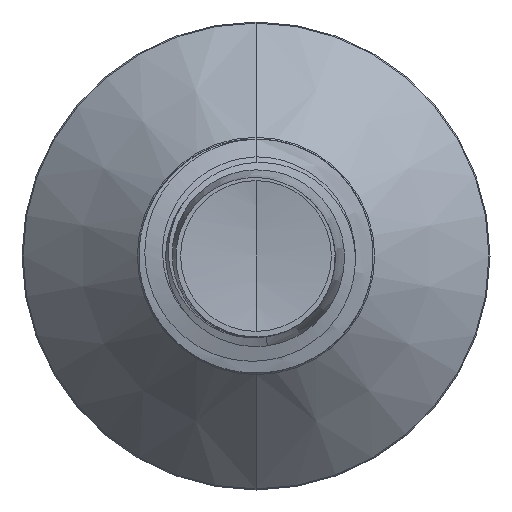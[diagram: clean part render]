
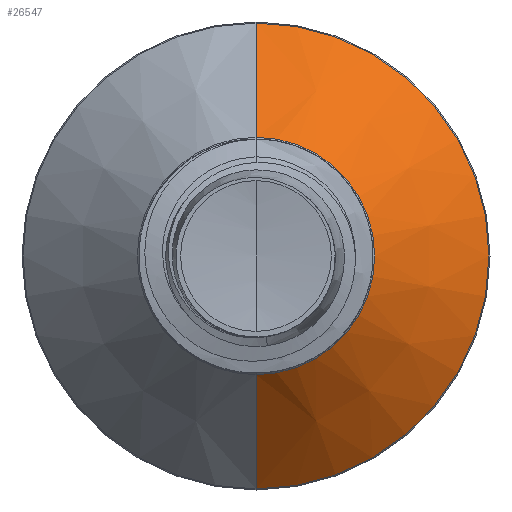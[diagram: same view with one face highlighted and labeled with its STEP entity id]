
A CAD part, front view. The second image highlights one B-rep face of the part: STEP entity #26547.
In plain terms, the highlighted conical face has half-angle 45 degrees and reference radius 1.522 mm.
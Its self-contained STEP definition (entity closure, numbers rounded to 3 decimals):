
#462 = ORIENTED_EDGE ( 'NONE', *, *, #29889, .T. ) ;
#1769 = CARTESIAN_POINT ( 'NONE',  ( 0., 15.472, 0. ) ) ;
#2507 = VERTEX_POINT ( 'NONE', #22486 ) ;
#2601 = FACE_OUTER_BOUND ( 'NONE', #12460, .T. ) ;
#4107 = VECTOR ( 'NONE', #5038, 1000. ) ;
#4786 = EDGE_CURVE ( 'NONE', #10649, #25831, #18463, .T. ) ;
#4997 = DIRECTION ( 'NONE',  ( 0., 0., 1. ) ) ;
#5038 = DIRECTION ( 'NONE',  ( 0., 0.707, 0.707 ) ) ;
#6409 = CARTESIAN_POINT ( 'NONE',  ( 0., 16.937, -2.987 ) ) ;
#6585 = DIRECTION ( 'NONE',  ( 0., 0., 1. ) ) ;
#7458 = EDGE_CURVE ( 'NONE', #2507, #14638, #13542, .T. ) ;
#8256 = CARTESIAN_POINT ( 'NONE',  ( 0., 15.472, 1.522 ) ) ;
#8306 = DIRECTION ( 'NONE',  ( 0., 1., 0. ) ) ;
#9911 = CARTESIAN_POINT ( 'NONE',  ( 0., 15.472, 1.522 ) ) ;
#9972 = CONICAL_SURFACE ( 'NONE', #15638, 1.522, 0.785 ) ;
#10649 = VERTEX_POINT ( 'NONE', #9911 ) ;
#11334 = LINE ( 'NONE', #8256, #4107 ) ;
#12460 = EDGE_LOOP ( 'NONE', ( #14635, #462, #23767, #17913 ) ) ;
#13542 = CIRCLE ( 'NONE', #29429, 2.987 ) ;
#14635 = ORIENTED_EDGE ( 'NONE', *, *, #4786, .T. ) ;
#14638 = VERTEX_POINT ( 'NONE', #6409 ) ;
#14685 = LINE ( 'NONE', #18606, #27379 ) ;
#15638 = AXIS2_PLACEMENT_3D ( 'NONE', #22737, #32221, #6585 ) ;
#17913 = ORIENTED_EDGE ( 'NONE', *, *, #24273, .F. ) ;
#18463 = CIRCLE ( 'NONE', #25357, 1.522 ) ;
#18606 = CARTESIAN_POINT ( 'NONE',  ( 0., 15.472, -1.522 ) ) ;
#18712 = CARTESIAN_POINT ( 'NONE',  ( 0., 15.472, -1.522 ) ) ;
#21461 = DIRECTION ( 'NONE',  ( 0., 1., 0. ) ) ;
#22486 = CARTESIAN_POINT ( 'NONE',  ( 0., 16.937, 2.987 ) ) ;
#22737 = CARTESIAN_POINT ( 'NONE',  ( 0., 15.472, 0. ) ) ;
#23767 = ORIENTED_EDGE ( 'NONE', *, *, #7458, .F. ) ;
#24034 = CARTESIAN_POINT ( 'NONE',  ( 0., 16.937, 0. ) ) ;
#24273 = EDGE_CURVE ( 'NONE', #10649, #2507, #11334, .T. ) ;
#25357 = AXIS2_PLACEMENT_3D ( 'NONE', #1769, #21461, #4997 ) ;
#25831 = VERTEX_POINT ( 'NONE', #18712 ) ;
#26397 = DIRECTION ( 'NONE',  ( 0., 0., 1. ) ) ;
#26547 = ADVANCED_FACE ( 'NONE', ( #2601 ), #9972, .T. ) ;
#27379 = VECTOR ( 'NONE', #33337, 1000. ) ;
#29429 = AXIS2_PLACEMENT_3D ( 'NONE', #24034, #8306, #26397 ) ;
#29889 = EDGE_CURVE ( 'NONE', #25831, #14638, #14685, .T. ) ;
#32221 = DIRECTION ( 'NONE',  ( 0., 1., 0. ) ) ;
#33337 = DIRECTION ( 'NONE',  ( 0., 0.707, -0.707 ) ) ;
